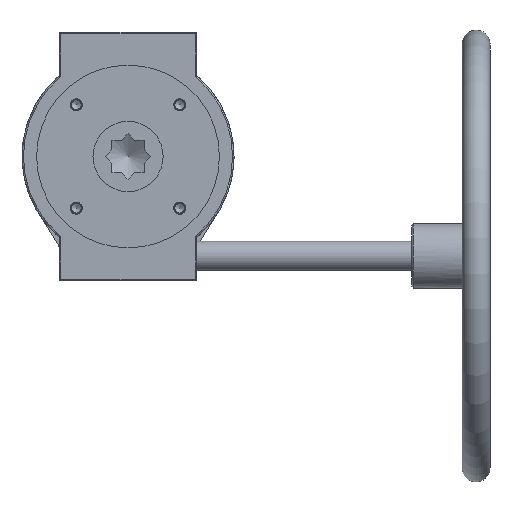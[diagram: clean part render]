
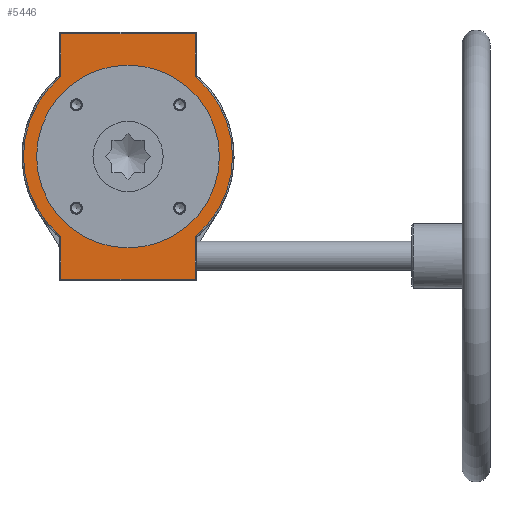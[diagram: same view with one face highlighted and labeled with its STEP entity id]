
A CAD part, front view. The second image highlights one B-rep face of the part: STEP entity #5446.
In plain terms, the highlighted planar face has unit normal (0, -1, 0).
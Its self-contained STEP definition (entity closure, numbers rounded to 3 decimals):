
#80=FACE_BOUND('',#824,.T.);
#136=PLANE('',#5841);
#210=CIRCLE('',#5839,71.5);
#212=CIRCLE('',#5842,71.5);
#213=CIRCLE('',#5843,62.5);
#497=FACE_OUTER_BOUND('',#823,.T.);
#823=EDGE_LOOP('',(#4321,#4322,#4323,#4324,#4325,#4326,#4327,#4328));
#824=EDGE_LOOP('',(#4329));
#1539=LINE('',#17959,#1847);
#1540=LINE('',#17961,#1848);
#1541=LINE('',#17963,#1849);
#1542=LINE('',#17965,#1850);
#1543=LINE('',#17969,#1851);
#1544=LINE('',#17970,#1852);
#1847=VECTOR('',#6648,10.);
#1848=VECTOR('',#6649,10.);
#1849=VECTOR('',#6650,10.);
#1850=VECTOR('',#6651,10.);
#1851=VECTOR('',#6654,10.);
#1852=VECTOR('',#6655,10.);
#2312=VERTEX_POINT('',#17924);
#2313=VERTEX_POINT('',#17939);
#2315=VERTEX_POINT('',#17958);
#2316=VERTEX_POINT('',#17960);
#2317=VERTEX_POINT('',#17962);
#2318=VERTEX_POINT('',#17964);
#2319=VERTEX_POINT('',#17966);
#2320=VERTEX_POINT('',#17968);
#2321=VERTEX_POINT('',#17971);
#3020=EDGE_CURVE('',#2312,#2313,#210,.T.);
#3023=EDGE_CURVE('',#2313,#2315,#1539,.T.);
#3024=EDGE_CURVE('',#2316,#2312,#1540,.T.);
#3025=EDGE_CURVE('',#2317,#2316,#1541,.T.);
#3026=EDGE_CURVE('',#2318,#2317,#1542,.T.);
#3027=EDGE_CURVE('',#2319,#2318,#212,.T.);
#3028=EDGE_CURVE('',#2320,#2319,#1543,.T.);
#3029=EDGE_CURVE('',#2315,#2320,#1544,.T.);
#3030=EDGE_CURVE('',#2321,#2321,#213,.T.);
#4321=ORIENTED_EDGE('',*,*,#3023,.F.);
#4322=ORIENTED_EDGE('',*,*,#3020,.F.);
#4323=ORIENTED_EDGE('',*,*,#3024,.F.);
#4324=ORIENTED_EDGE('',*,*,#3025,.F.);
#4325=ORIENTED_EDGE('',*,*,#3026,.F.);
#4326=ORIENTED_EDGE('',*,*,#3027,.F.);
#4327=ORIENTED_EDGE('',*,*,#3028,.F.);
#4328=ORIENTED_EDGE('',*,*,#3029,.F.);
#4329=ORIENTED_EDGE('',*,*,#3030,.T.);
#5446=ADVANCED_FACE('',(#497,#80),#136,.F.);
#5839=AXIS2_PLACEMENT_3D('',#17940,#6642,#6643);
#5841=AXIS2_PLACEMENT_3D('',#17957,#6646,#6647);
#5842=AXIS2_PLACEMENT_3D('',#17967,#6652,#6653);
#5843=AXIS2_PLACEMENT_3D('',#17972,#6656,#6657);
#6642=DIRECTION('center_axis',(0.,1.,0.));
#6643=DIRECTION('ref_axis',(-1.,0.,0.));
#6646=DIRECTION('center_axis',(0.,1.,0.));
#6647=DIRECTION('ref_axis',(1.,0.,0.));
#6648=DIRECTION('',(0.,0.,1.));
#6649=DIRECTION('',(0.,0.,1.));
#6650=DIRECTION('',(-1.,0.,0.));
#6651=DIRECTION('',(0.,0.,-1.));
#6652=DIRECTION('center_axis',(0.,1.,0.));
#6653=DIRECTION('ref_axis',(1.,0.,0.));
#6654=DIRECTION('',(0.,0.,-1.));
#6655=DIRECTION('',(1.,0.,0.));
#6656=DIRECTION('center_axis',(0.,1.,0.));
#6657=DIRECTION('ref_axis',(1.,0.,0.));
#17924=CARTESIAN_POINT('',(-46.,0.,-54.738));
#17939=CARTESIAN_POINT('',(-46.,0.,54.738));
#17940=CARTESIAN_POINT('Origin',(0.,0.,0.));
#17957=CARTESIAN_POINT('Origin',(0.,0.,0.));
#17958=CARTESIAN_POINT('',(-46.,0.,84.));
#17959=CARTESIAN_POINT('',(-46.,0.,27.601));
#17960=CARTESIAN_POINT('',(-46.,0.,-84.));
#17961=CARTESIAN_POINT('',(-46.,0.,-42.5));
#17962=CARTESIAN_POINT('',(46.,0.,-84.));
#17963=CARTESIAN_POINT('',(23.5,0.,-84.));
#17964=CARTESIAN_POINT('',(46.,0.,-54.738));
#17965=CARTESIAN_POINT('',(46.,0.,-27.601));
#17966=CARTESIAN_POINT('',(46.,0.,54.738));
#17967=CARTESIAN_POINT('Origin',(0.,0.,0.));
#17968=CARTESIAN_POINT('',(46.,0.,84.));
#17969=CARTESIAN_POINT('',(46.,0.,42.5));
#17970=CARTESIAN_POINT('',(-23.5,0.,84.));
#17971=CARTESIAN_POINT('',(-62.5,0.,0.));
#17972=CARTESIAN_POINT('Origin',(0.,0.,0.));
